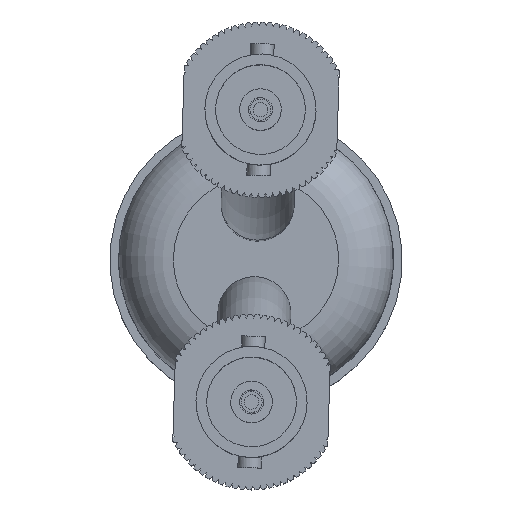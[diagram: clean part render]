
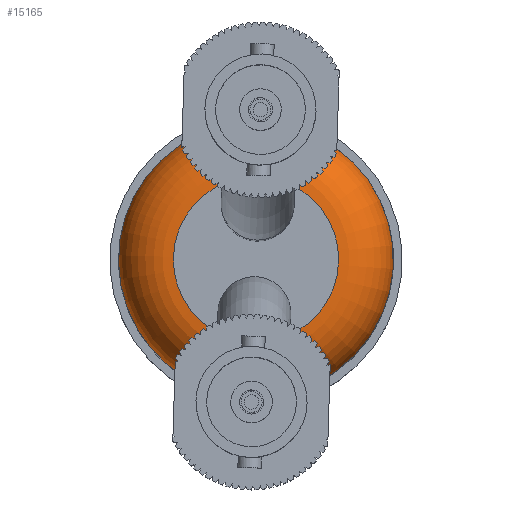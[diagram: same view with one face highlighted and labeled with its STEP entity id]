
A CAD part, top view. The second image highlights one B-rep face of the part: STEP entity #15165.
In plain terms, the highlighted toroidal (fillet/blend) face has major radius 7.176 mm and minor radius 4.763 mm.
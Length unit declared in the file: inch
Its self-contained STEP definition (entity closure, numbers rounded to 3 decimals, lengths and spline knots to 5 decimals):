
#179=TOROIDAL_SURFACE('',#16503,0.2825,0.1875);
#652=FACE_BOUND('',#2913,.T.);
#1178=CIRCLE('',#16500,0.2825);
#1180=CIRCLE('',#16502,0.2825);
#1181=CIRCLE('',#16504,0.2825);
#1182=CIRCLE('',#16505,0.2825);
#1183=CIRCLE('',#16506,0.47);
#1947=FACE_OUTER_BOUND('',#2912,.T.);
#2912=EDGE_LOOP('',(#12271,#12272,#12273,#12274));
#2913=EDGE_LOOP('',(#12275));
#6745=VERTEX_POINT('',#24949);
#6746=VERTEX_POINT('',#24950);
#6747=VERTEX_POINT('',#24952);
#6748=VERTEX_POINT('',#24954);
#6749=VERTEX_POINT('',#24960);
#8642=EDGE_CURVE('',#6746,#6747,#1178,.T.);
#8644=EDGE_CURVE('',#6748,#6745,#1180,.T.);
#8645=EDGE_CURVE('',#6745,#6746,#1181,.T.);
#8646=EDGE_CURVE('',#6747,#6748,#1182,.T.);
#8647=EDGE_CURVE('',#6749,#6749,#1183,.T.);
#12271=ORIENTED_EDGE('',*,*,#8642,.F.);
#12272=ORIENTED_EDGE('',*,*,#8645,.F.);
#12273=ORIENTED_EDGE('',*,*,#8644,.F.);
#12274=ORIENTED_EDGE('',*,*,#8646,.F.);
#12275=ORIENTED_EDGE('',*,*,#8647,.T.);
#15165=ADVANCED_FACE('',(#1947,#652),#179,.T.);
#16500=AXIS2_PLACEMENT_3D('',#24953,#20231,#20232);
#16502=AXIS2_PLACEMENT_3D('',#24956,#20235,#20236);
#16503=AXIS2_PLACEMENT_3D('',#24957,#20237,#20238);
#16504=AXIS2_PLACEMENT_3D('',#24958,#20239,#20240);
#16505=AXIS2_PLACEMENT_3D('',#24959,#20241,#20242);
#16506=AXIS2_PLACEMENT_3D('',#24961,#20243,#20244);
#20231=DIRECTION('center_axis',(0.,0.,
1.));
#20232=DIRECTION('ref_axis',(-0.691,0.723,0.));
#20235=DIRECTION('center_axis',(0.,0.,
1.));
#20236=DIRECTION('ref_axis',(-0.691,0.723,0.));
#20237=DIRECTION('center_axis',(0.,0.,
1.));
#20238=DIRECTION('ref_axis',(-0.723,-0.691,0.));
#20239=DIRECTION('center_axis',(0.,0.,
1.));
#20240=DIRECTION('ref_axis',(-0.691,0.723,0.));
#20241=DIRECTION('center_axis',(0.,0.,
1.));
#20242=DIRECTION('ref_axis',(-0.691,0.723,0.));
#20243=DIRECTION('center_axis',(0.,0.,
1.));
#20244=DIRECTION('ref_axis',(-0.691,0.723,0.));
#24949=CARTESIAN_POINT('',(-0.03404,1.37865,-1.63551));
#24950=CARTESIAN_POINT('',(-0.23025,1.38465,-1.63551));
#24952=CARTESIAN_POINT('',(-0.24645,0.8551,-1.63551));
#24953=CARTESIAN_POINT('Origin',(-0.14024,1.11688,-1.63551));
#24954=CARTESIAN_POINT('',(-0.05023,0.8491,-1.63551));
#24956=CARTESIAN_POINT('Origin',(-0.14024,1.11688,-1.63551));
#24957=CARTESIAN_POINT('Origin',(-0.14024,1.11688,-1.82301));
#24958=CARTESIAN_POINT('Origin',(-0.14024,1.11688,-1.63551));
#24959=CARTESIAN_POINT('Origin',(-0.14024,1.11688,-1.63551));
#24960=CARTESIAN_POINT('',(-0.46505,1.45659,-1.82301));
#24961=CARTESIAN_POINT('Origin',(-0.14024,1.11688,-1.82301));
